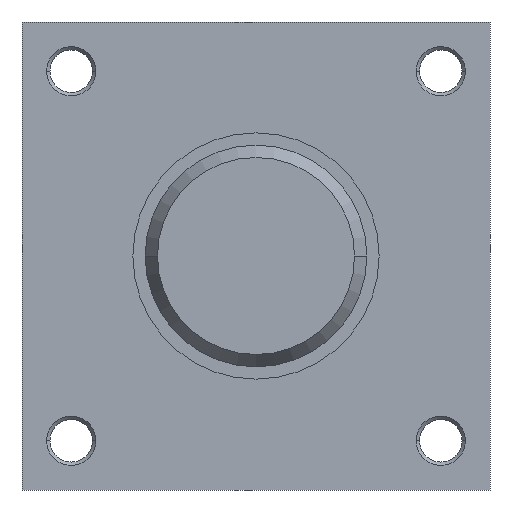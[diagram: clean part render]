
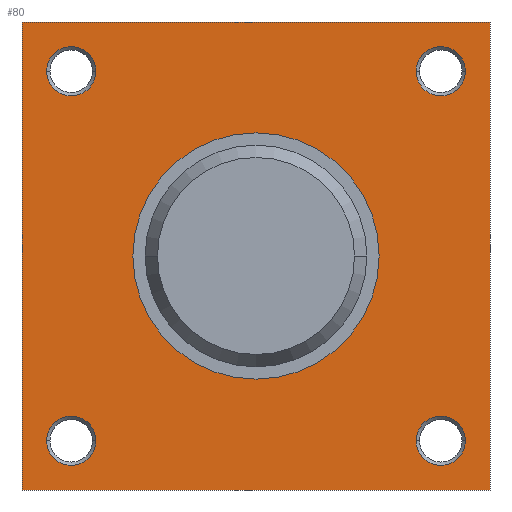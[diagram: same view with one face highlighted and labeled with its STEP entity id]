
A CAD part, left-side view. The second image highlights one B-rep face of the part: STEP entity #80.
In plain terms, the highlighted planar face has unit normal (-1, 0, 0).
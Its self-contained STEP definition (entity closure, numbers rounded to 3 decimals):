
#80=ADVANCED_FACE('',(#184,#185,#186,#187,#188,#189),#190,.F.);
#184=FACE_BOUND('',#325,.T.);
#185=FACE_BOUND('',#326,.T.);
#186=FACE_BOUND('',#327,.T.);
#187=FACE_BOUND('',#328,.T.);
#188=FACE_BOUND('',#329,.T.);
#189=FACE_OUTER_BOUND('',#330,.T.);
#190=PLANE('',#331);
#325=EDGE_LOOP('',(#648,#649));
#326=EDGE_LOOP('',(#650,#651));
#327=EDGE_LOOP('',(#652,#653));
#328=EDGE_LOOP('',(#654,#655));
#329=EDGE_LOOP('',(#656,#657));
#330=EDGE_LOOP('',(#658,#659,#660,#661));
#331=AXIS2_PLACEMENT_3D('',#662,#663,#664);
#648=ORIENTED_EDGE('',*,*,#954,.T.);
#649=ORIENTED_EDGE('',*,*,#974,.T.);
#650=ORIENTED_EDGE('',*,*,#943,.T.);
#651=ORIENTED_EDGE('',*,*,#976,.T.);
#652=ORIENTED_EDGE('',*,*,#932,.T.);
#653=ORIENTED_EDGE('',*,*,#978,.T.);
#654=ORIENTED_EDGE('',*,*,#921,.T.);
#655=ORIENTED_EDGE('',*,*,#980,.T.);
#656=ORIENTED_EDGE('',*,*,#963,.T.);
#657=ORIENTED_EDGE('',*,*,#962,.T.);
#658=ORIENTED_EDGE('',*,*,#982,.T.);
#659=ORIENTED_EDGE('',*,*,#983,.T.);
#660=ORIENTED_EDGE('',*,*,#984,.T.);
#661=ORIENTED_EDGE('',*,*,#985,.T.);
#662=CARTESIAN_POINT('',(-28.0,0.0,0.0));
#663=DIRECTION('',(1.0,0.0,0.));
#664=DIRECTION('',(0.,0.0,-1.0));
#921=EDGE_CURVE('',#1100,#1102,#1104,.T.);
#932=EDGE_CURVE('',#1119,#1121,#1123,.T.);
#943=EDGE_CURVE('',#1138,#1140,#1142,.T.);
#954=EDGE_CURVE('',#1157,#1159,#1161,.T.);
#962=EDGE_CURVE('',#1169,#1173,#1175,.T.);
#963=EDGE_CURVE('',#1173,#1169,#1176,.T.);
#974=EDGE_CURVE('',#1159,#1157,#1191,.T.);
#976=EDGE_CURVE('',#1140,#1138,#1193,.T.);
#978=EDGE_CURVE('',#1121,#1119,#1195,.T.);
#980=EDGE_CURVE('',#1102,#1100,#1197,.T.);
#982=EDGE_CURVE('',#1199,#1200,#1201,.T.);
#983=EDGE_CURVE('',#1200,#1202,#1203,.T.);
#984=EDGE_CURVE('',#1202,#1204,#1205,.T.);
#985=EDGE_CURVE('',#1204,#1199,#1206,.T.);
#1100=VERTEX_POINT('',#1353);
#1102=VERTEX_POINT('',#1356);
#1104=CIRCLE('',#1359,10.0);
#1119=VERTEX_POINT('',#1378);
#1121=VERTEX_POINT('',#1381);
#1123=CIRCLE('',#1384,10.0);
#1138=VERTEX_POINT('',#1403);
#1140=VERTEX_POINT('',#1406);
#1142=CIRCLE('',#1409,10.0);
#1157=VERTEX_POINT('',#1428);
#1159=VERTEX_POINT('',#1431);
#1161=CIRCLE('',#1434,10.0);
#1169=VERTEX_POINT('',#1444);
#1173=VERTEX_POINT('',#1449);
#1175=CIRCLE('',#1452,50.0);
#1176=CIRCLE('',#1453,50.0);
#1191=CIRCLE('',#1472,10.0);
#1193=CIRCLE('',#1474,10.0);
#1195=CIRCLE('',#1476,10.0);
#1197=CIRCLE('',#1478,10.0);
#1199=VERTEX_POINT('',#1480);
#1200=VERTEX_POINT('',#1481);
#1201=LINE('',#1482,#1483);
#1202=VERTEX_POINT('',#1484);
#1203=LINE('',#1485,#1486);
#1204=VERTEX_POINT('',#1487);
#1205=LINE('',#1488,#1489);
#1206=LINE('',#1490,#1491);
#1353=CARTESIAN_POINT('',(-28.0,-65.0,75.0));
#1356=CARTESIAN_POINT('',(-28.0,-85.0,75.0));
#1359=AXIS2_PLACEMENT_3D('',#1848,#1849,#1850);
#1378=CARTESIAN_POINT('',(-28.0,85.0,75.0));
#1381=CARTESIAN_POINT('',(-28.0,65.0,75.0));
#1384=AXIS2_PLACEMENT_3D('',#1869,#1870,#1871);
#1403=CARTESIAN_POINT('',(-28.0,-65.0,-75.0));
#1406=CARTESIAN_POINT('',(-28.0,-85.0,-75.0));
#1409=AXIS2_PLACEMENT_3D('',#1890,#1891,#1892);
#1428=CARTESIAN_POINT('',(-28.0,85.0,-75.0));
#1431=CARTESIAN_POINT('',(-28.0,65.0,-75.0));
#1434=AXIS2_PLACEMENT_3D('',#1911,#1912,#1913);
#1444=CARTESIAN_POINT('',(-28.0,0.,-50.0));
#1449=CARTESIAN_POINT('',(-28.0,0.,50.0));
#1452=AXIS2_PLACEMENT_3D('',#1927,#1928,#1929);
#1453=AXIS2_PLACEMENT_3D('',#1930,#1931,#1932);
#1472=AXIS2_PLACEMENT_3D('',#1955,#1956,#1957);
#1474=AXIS2_PLACEMENT_3D('',#1961,#1962,#1963);
#1476=AXIS2_PLACEMENT_3D('',#1967,#1968,#1969);
#1478=AXIS2_PLACEMENT_3D('',#1973,#1974,#1975);
#1480=CARTESIAN_POINT('',(-28.0,95.0,-95.0));
#1481=CARTESIAN_POINT('',(-28.0,-95.0,-95.0));
#1482=CARTESIAN_POINT('',(-28.0,0.0,-95.0));
#1483=VECTOR('',#1979,1.0);
#1484=CARTESIAN_POINT('',(-28.0,-95.0,95.0));
#1485=CARTESIAN_POINT('',(-28.0,-95.0,0.0));
#1486=VECTOR('',#1980,1.0);
#1487=CARTESIAN_POINT('',(-28.0,95.0,95.0));
#1488=CARTESIAN_POINT('',(-28.0,0.0,95.0));
#1489=VECTOR('',#1981,1.0);
#1490=CARTESIAN_POINT('',(-28.0,95.0,0.0));
#1491=VECTOR('',#1982,1.0);
#1848=CARTESIAN_POINT('',(-28.0,-75.0,75.0));
#1849=DIRECTION('',(1.0,-0.0,0.));
#1850=DIRECTION('',(0.0,1.0,0.0));
#1869=CARTESIAN_POINT('',(-28.0,75.0,75.0));
#1870=DIRECTION('',(1.0,-0.0,0.));
#1871=DIRECTION('',(0.0,1.0,0.0));
#1890=CARTESIAN_POINT('',(-28.0,-75.0,-75.0));
#1891=DIRECTION('',(1.0,-0.0,0.));
#1892=DIRECTION('',(0.0,1.0,0.0));
#1911=CARTESIAN_POINT('',(-28.0,75.0,-75.0));
#1912=DIRECTION('',(1.0,-0.0,0.));
#1913=DIRECTION('',(0.0,1.0,0.0));
#1927=CARTESIAN_POINT('',(-28.0,0.0,0.0));
#1928=DIRECTION('',(1.0,0.0,0.));
#1929=DIRECTION('',(0.,0.0,-1.0));
#1930=CARTESIAN_POINT('',(-28.0,0.0,0.0));
#1931=DIRECTION('',(1.0,0.0,0.));
#1932=DIRECTION('',(0.,0.0,-1.0));
#1955=CARTESIAN_POINT('',(-28.0,75.0,-75.0));
#1956=DIRECTION('',(1.0,-0.0,0.));
#1957=DIRECTION('',(0.0,1.0,0.0));
#1961=CARTESIAN_POINT('',(-28.0,-75.0,-75.0));
#1962=DIRECTION('',(1.0,-0.0,0.));
#1963=DIRECTION('',(0.0,1.0,0.0));
#1967=CARTESIAN_POINT('',(-28.0,75.0,75.0));
#1968=DIRECTION('',(1.0,-0.0,0.));
#1969=DIRECTION('',(0.0,1.0,0.0));
#1973=CARTESIAN_POINT('',(-28.0,-75.0,75.0));
#1974=DIRECTION('',(1.0,-0.0,0.));
#1975=DIRECTION('',(0.0,1.0,0.0));
#1979=DIRECTION('',(0.0,-1.0,0.0));
#1980=DIRECTION('',(0.,0.0,1.0));
#1981=DIRECTION('',(0.0,1.0,0.0));
#1982=DIRECTION('',(0.,0.0,-1.0));
